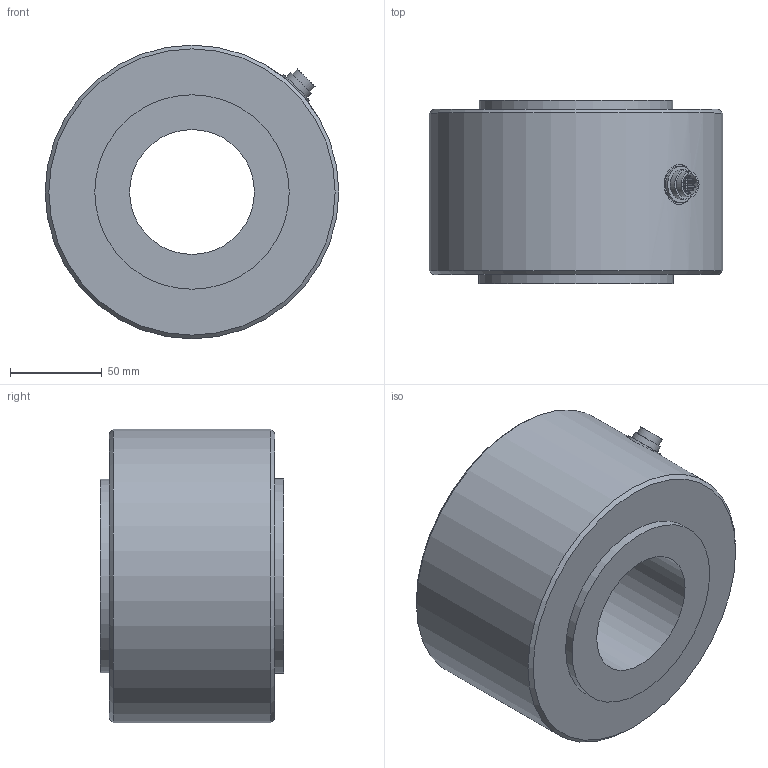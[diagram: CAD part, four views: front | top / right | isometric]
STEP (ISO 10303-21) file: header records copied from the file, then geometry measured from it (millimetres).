
FILE_DESCRIPTION( ( 'Unknown' ), '1' );
FILE_NAME( 'K18-2000kN.stp', 'Unknown', ( 'Unknown' ), ( 'Unknown' ), 'PSStep 17.0.49', 'Unknown', ' ' );
FILE_SCHEMA( ( 'AUTOMOTIVE_DESIGN { 1 0 10303 214 1 1 1 1 }' ) );
Length unit declared in the file: millimetre
Products named in the file (3): Assem1; 1094-010_DOC-00065624; flanschstecker_doc-00043536
Assembly tree (2 placements, depth 2):
  Assem1
    1094-010_DOC-00065624
    flanschstecker_doc-00043536
Bounding box: 160 x 100 x 160 mm (x, y, z)
Volume: 1534033.4 mm3; surface area: 103779.4 mm2
Topology: 2 solids, 2 shells, 50 faces, 90 edges, 64 vertices
Faces by surface type: plane 24, cylinder 24, cone 2
Full cylindrical faces by diameter (mm): 1 x12, 13.6 x1, 15 x1, 16 x1, 18 x1, 20 x1, 22 x1, 68 x1, 105.6 x1, 106 x1, 160 x1
Entity records: 1563 total; most frequent: CARTESIAN_POINT 249, DIRECTION 206, ORIENTED_EDGE 104, AXIS2_PLACEMENT_3D 102, EDGE_LOOP 96, FACE_OUTER_BOUND 72, EDGE_CURVE 52, STYLED_ITEM 50
